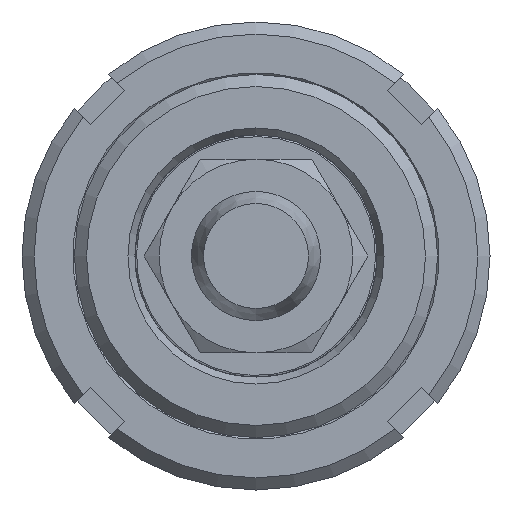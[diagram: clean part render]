
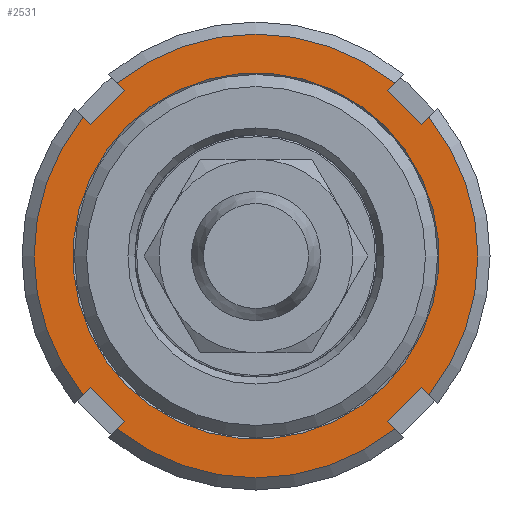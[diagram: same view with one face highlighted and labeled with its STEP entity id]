
A CAD part, front view. The second image highlights one B-rep face of the part: STEP entity #2531.
In plain terms, the highlighted face is planar.
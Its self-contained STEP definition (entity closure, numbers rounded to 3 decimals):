
#187=LINE('',#4114,#307);
#188=LINE('',#4118,#308);
#192=LINE('',#4128,#312);
#197=LINE('',#4139,#317);
#198=LINE('',#4143,#318);
#202=LINE('',#4153,#322);
#207=LINE('',#4164,#327);
#208=LINE('',#4168,#328);
#212=LINE('',#4178,#332);
#220=LINE('',#4216,#340);
#221=LINE('',#4220,#341);
#223=LINE('',#4223,#343);
#307=VECTOR('',#3243,10.);
#308=VECTOR('',#3248,10.);
#312=VECTOR('',#3256,10.);
#317=VECTOR('',#3263,10.);
#318=VECTOR('',#3268,10.);
#322=VECTOR('',#3276,10.);
#327=VECTOR('',#3283,10.);
#328=VECTOR('',#3288,10.);
#332=VECTOR('',#3296,10.);
#340=VECTOR('',#3344,10.);
#341=VECTOR('',#3349,10.);
#343=VECTOR('',#3353,10.);
#469=PLANE('',#2867);
#567=FACE_BOUND('',#882,.T.);
#696=FACE_OUTER_BOUND('',#881,.T.);
#881=EDGE_LOOP('',(#1998,#1999,#2000,#2001,#2002,#2003,#2004,#2005,#2006,
#2007,#2008,#2009,#2010,#2011,#2012,#2013));
#882=EDGE_LOOP('',(#2014));
#1123=CIRCLE('',#2857,27.5);
#1125=CIRCLE('',#2860,27.5);
#1126=CIRCLE('',#2862,27.5);
#1128=CIRCLE('',#2868,27.5);
#1129=CIRCLE('',#2869,22.688);
#1284=VERTEX_POINT('',#4111);
#1285=VERTEX_POINT('',#4113);
#1286=VERTEX_POINT('',#4117);
#1290=VERTEX_POINT('',#4126);
#1294=VERTEX_POINT('',#4136);
#1295=VERTEX_POINT('',#4138);
#1296=VERTEX_POINT('',#4142);
#1300=VERTEX_POINT('',#4151);
#1304=VERTEX_POINT('',#4161);
#1305=VERTEX_POINT('',#4163);
#1306=VERTEX_POINT('',#4167);
#1310=VERTEX_POINT('',#4176);
#1317=VERTEX_POINT('',#4203);
#1319=VERTEX_POINT('',#4213);
#1320=VERTEX_POINT('',#4215);
#1321=VERTEX_POINT('',#4219);
#1322=VERTEX_POINT('',#4226);
#1536=EDGE_CURVE('',#1285,#1284,#187,.T.);
#1538=EDGE_CURVE('',#1284,#1286,#188,.T.);
#1543=EDGE_CURVE('',#1286,#1290,#192,.T.);
#1548=EDGE_CURVE('',#1295,#1294,#197,.T.);
#1550=EDGE_CURVE('',#1294,#1296,#198,.T.);
#1555=EDGE_CURVE('',#1296,#1300,#202,.T.);
#1560=EDGE_CURVE('',#1305,#1304,#207,.T.);
#1562=EDGE_CURVE('',#1304,#1306,#208,.T.);
#1567=EDGE_CURVE('',#1306,#1310,#212,.T.);
#1581=EDGE_CURVE('',#1305,#1317,#1123,.T.);
#1583=EDGE_CURVE('',#1295,#1310,#1125,.T.);
#1584=EDGE_CURVE('',#1285,#1300,#1126,.T.);
#1587=EDGE_CURVE('',#1320,#1319,#220,.T.);
#1589=EDGE_CURVE('',#1319,#1321,#221,.T.);
#1591=EDGE_CURVE('',#1321,#1317,#223,.T.);
#1592=EDGE_CURVE('',#1320,#1290,#1128,.T.);
#1593=EDGE_CURVE('',#1322,#1322,#1129,.T.);
#1998=ORIENTED_EDGE('',*,*,#1543,.T.);
#1999=ORIENTED_EDGE('',*,*,#1592,.F.);
#2000=ORIENTED_EDGE('',*,*,#1587,.T.);
#2001=ORIENTED_EDGE('',*,*,#1589,.T.);
#2002=ORIENTED_EDGE('',*,*,#1591,.T.);
#2003=ORIENTED_EDGE('',*,*,#1581,.F.);
#2004=ORIENTED_EDGE('',*,*,#1560,.T.);
#2005=ORIENTED_EDGE('',*,*,#1562,.T.);
#2006=ORIENTED_EDGE('',*,*,#1567,.T.);
#2007=ORIENTED_EDGE('',*,*,#1583,.F.);
#2008=ORIENTED_EDGE('',*,*,#1548,.T.);
#2009=ORIENTED_EDGE('',*,*,#1550,.T.);
#2010=ORIENTED_EDGE('',*,*,#1555,.T.);
#2011=ORIENTED_EDGE('',*,*,#1584,.F.);
#2012=ORIENTED_EDGE('',*,*,#1536,.T.);
#2013=ORIENTED_EDGE('',*,*,#1538,.T.);
#2014=ORIENTED_EDGE('',*,*,#1593,.F.);
#2531=ADVANCED_FACE('',(#696,#567),#469,.F.);
#2857=AXIS2_PLACEMENT_3D('',#4204,#3328,#3329);
#2860=AXIS2_PLACEMENT_3D('',#4207,#3334,#3335);
#2862=AXIS2_PLACEMENT_3D('',#4209,#3338,#3339);
#2867=AXIS2_PLACEMENT_3D('',#4224,#3354,#3355);
#2868=AXIS2_PLACEMENT_3D('',#4225,#3356,#3357);
#2869=AXIS2_PLACEMENT_3D('',#4227,#3358,#3359);
#3243=DIRECTION('',(-1.,0.,0.));
#3248=DIRECTION('',(0.,1.,0.));
#3256=DIRECTION('',(1.,0.,0.));
#3263=DIRECTION('',(0.,1.,0.));
#3268=DIRECTION('',(1.,0.,0.));
#3276=DIRECTION('',(0.,-1.,0.));
#3283=DIRECTION('',(1.,0.,0.));
#3288=DIRECTION('',(0.,-1.,0.));
#3296=DIRECTION('',(-1.,0.,0.));
#3328=DIRECTION('center_axis',(0.,0.,-1.));
#3329=DIRECTION('ref_axis',(-1.,0.,0.));
#3334=DIRECTION('center_axis',(0.,0.,-1.));
#3335=DIRECTION('ref_axis',(-1.,0.,0.));
#3338=DIRECTION('center_axis',(0.,0.,-1.));
#3339=DIRECTION('ref_axis',(-1.,0.,0.));
#3344=DIRECTION('',(0.,-1.,0.));
#3349=DIRECTION('',(-1.,0.,0.));
#3353=DIRECTION('',(0.,1.,0.));
#3354=DIRECTION('center_axis',(0.,0.,-1.));
#3355=DIRECTION('ref_axis',(-1.,0.,0.));
#3356=DIRECTION('center_axis',(0.,0.,-1.));
#3357=DIRECTION('ref_axis',(-1.,0.,0.));
#3358=DIRECTION('center_axis',(0.,0.,1.));
#3359=DIRECTION('ref_axis',(-1.,0.,0.));
#4111=CARTESIAN_POINT('',(26.,-3.,9.));
#4113=CARTESIAN_POINT('',(27.336,-3.,9.));
#4114=CARTESIAN_POINT('',(15.5,-3.,9.));
#4117=CARTESIAN_POINT('',(26.,3.,9.));
#4118=CARTESIAN_POINT('',(26.,-1.5,9.));
#4126=CARTESIAN_POINT('',(27.336,3.,9.));
#4128=CARTESIAN_POINT('',(13.,3.,9.));
#4136=CARTESIAN_POINT('',(-3.,-26.,9.));
#4138=CARTESIAN_POINT('',(-3.,-27.336,9.));
#4139=CARTESIAN_POINT('',(-3.,-15.5,9.));
#4142=CARTESIAN_POINT('',(3.,-26.,9.));
#4143=CARTESIAN_POINT('',(-1.5,-26.,9.));
#4151=CARTESIAN_POINT('',(3.,-27.336,9.));
#4153=CARTESIAN_POINT('',(3.,-13.,9.));
#4161=CARTESIAN_POINT('',(-26.,3.,9.));
#4163=CARTESIAN_POINT('',(-27.336,3.,9.));
#4164=CARTESIAN_POINT('',(-15.5,3.,9.));
#4167=CARTESIAN_POINT('',(-26.,-3.,9.));
#4168=CARTESIAN_POINT('',(-26.,1.5,9.));
#4176=CARTESIAN_POINT('',(-27.336,-3.,9.));
#4178=CARTESIAN_POINT('',(-13.,-3.,9.));
#4203=CARTESIAN_POINT('',(-3.,27.336,9.));
#4204=CARTESIAN_POINT('Origin',(0.,0.,9.));
#4207=CARTESIAN_POINT('Origin',(0.,0.,9.));
#4209=CARTESIAN_POINT('Origin',(0.,0.,9.));
#4213=CARTESIAN_POINT('',(3.,26.,9.));
#4215=CARTESIAN_POINT('',(3.,27.336,9.));
#4216=CARTESIAN_POINT('',(3.,15.5,9.));
#4219=CARTESIAN_POINT('',(-3.,26.,9.));
#4220=CARTESIAN_POINT('',(1.5,26.,9.));
#4223=CARTESIAN_POINT('',(-3.,13.,9.));
#4224=CARTESIAN_POINT('Origin',(0.,0.,9.));
#4225=CARTESIAN_POINT('Origin',(0.,0.,9.));
#4226=CARTESIAN_POINT('',(22.688,0.,9.));
#4227=CARTESIAN_POINT('Origin',(0.,0.,9.));
